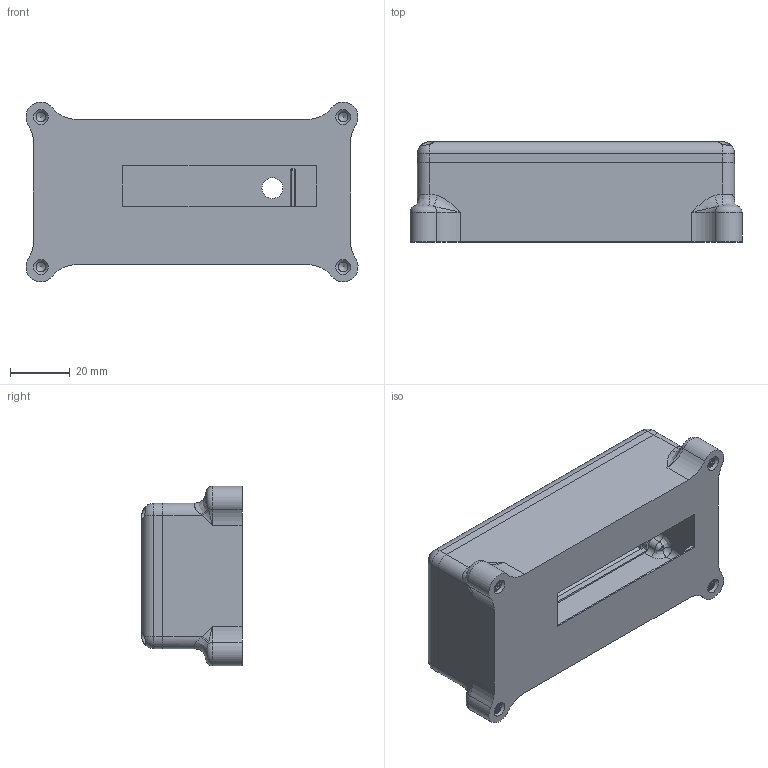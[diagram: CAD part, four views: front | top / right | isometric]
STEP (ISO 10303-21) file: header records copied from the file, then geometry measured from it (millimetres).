
FILE_DESCRIPTION(/* description */ ('','CAx-IF Rec.Pracs.---Representation and Presentation of Product Manufacturing Information (PMI)---4.0---2014-10-13'),/* implementation_level */ '2;1');
FILE_NAME(/* name */ 'lcd-case.step.step',/* time_stamp */ '2025-02-24T18:29:27+01:00',/* author */ (''),/* organization */ (''),/* preprocessor_version */ 'ST-DEVELOPER v20',/* originating_system */ 'Autodesk Translation Framework v13.20.0.188',/* authorisation */ '');
FILE_SCHEMA (('AP242_MANAGED_MODEL_BASED_3D_ENGINEERING_MIM_LF { 1 0 10303 442 1 1 4 }'));
Length unit declared in the file: millimetre
Products named in the file (1): Case
Bounding box: 110.97 x 33.5 x 60.1 mm (x, y, z)
Volume: 33252.7 mm3; surface area: 40985.9 mm2
Topology: 2 solids, 2 shells, 641 faces, 1721 edges, 1082 vertices
Faces by surface type: cylinder 393, plane 112, bspline 64, torus 34, cone 24, sphere 14
Full cylindrical faces by diameter (mm): 1.623 x12, 2.074 x12, 2.2 x4, 2.529 x24, 3.086 x8, 3.332 x12, 4 x4, 4.109 x12, 5 x4, 7 x1
Entity records: 37546 total; most frequent: CARTESIAN_POINT 22786, ORIENTED_EDGE 3402, DIRECTION 2607, EDGE_CURVE 1701, VERTEX_POINT 1082, AXIS2_PLACEMENT_3D 1000, EDGE_LOOP 673, B_SPLINE_CURVE_WITH_KNOTS 672
